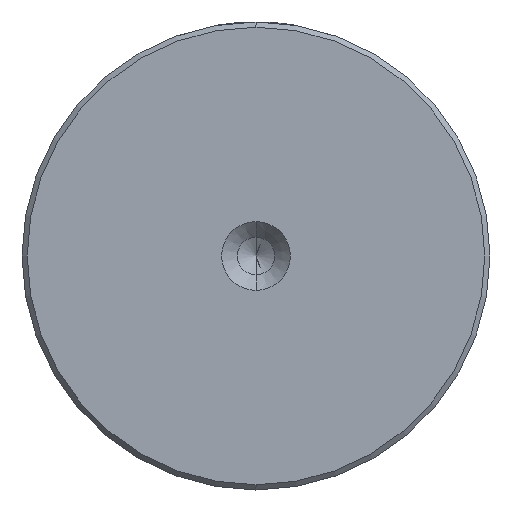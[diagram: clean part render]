
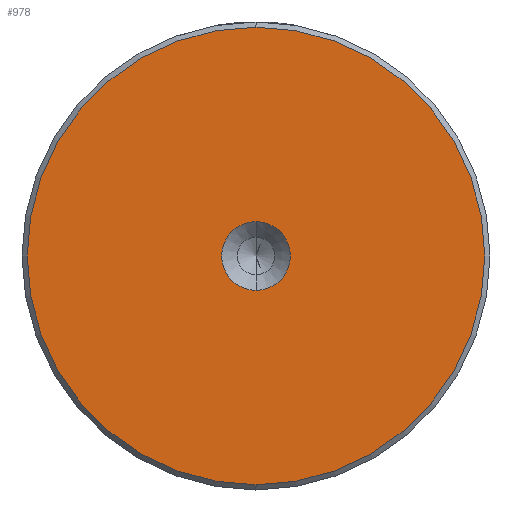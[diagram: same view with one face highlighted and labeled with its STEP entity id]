
A CAD part, left-side view. The second image highlights one B-rep face of the part: STEP entity #978.
In plain terms, the highlighted planar face has unit normal (-1, 0, 0).
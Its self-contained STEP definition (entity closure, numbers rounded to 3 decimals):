
#80 = ORIENTED_EDGE ( 'NONE', *, *, #1730, .T. ) ;
#311 = AXIS2_PLACEMENT_3D ( 'NONE', #479, #1795, #682 ) ;
#402 = EDGE_CURVE ( 'NONE', #1402, #2096, #2156, .T. ) ;
#452 = VERTEX_POINT ( 'NONE', #1362 ) ;
#467 = ORIENTED_EDGE ( 'NONE', *, *, #1599, .F. ) ;
#479 = CARTESIAN_POINT ( 'NONE',  ( 0., 0., 0. ) ) ;
#680 = CARTESIAN_POINT ( 'NONE',  ( 0., 0., 0. ) ) ;
#682 = DIRECTION ( 'NONE',  ( 0., 0., 1. ) ) ;
#723 = FACE_OUTER_BOUND ( 'NONE', #2430, .T. ) ;
#804 = FACE_BOUND ( 'NONE', #1899, .T. ) ;
#870 = VERTEX_POINT ( 'NONE', #1838 ) ;
#893 = DIRECTION ( 'NONE',  ( 0., 0., 1. ) ) ;
#900 = CARTESIAN_POINT ( 'NONE',  ( 0., 0., 3.3 ) ) ;
#955 = EDGE_CURVE ( 'NONE', #452, #870, #1351, .T. ) ;
#978 = ADVANCED_FACE ( 'NONE', ( #723, #804 ), #1794, .T. ) ;
#1022 = AXIS2_PLACEMENT_3D ( 'NONE', #2378, #1810, #1260 ) ;
#1138 = CARTESIAN_POINT ( 'NONE',  ( 0., 0., 0. ) ) ;
#1260 = DIRECTION ( 'NONE',  ( 0., 0., 1. ) ) ;
#1288 = AXIS2_PLACEMENT_3D ( 'NONE', #1578, #1563, #1553 ) ;
#1313 = DIRECTION ( 'NONE',  ( 0., 0., 1. ) ) ;
#1351 = CIRCLE ( 'NONE', #1022, 22. ) ;
#1362 = CARTESIAN_POINT ( 'NONE',  ( 0., 0., 22. ) ) ;
#1402 = VERTEX_POINT ( 'NONE', #900 ) ;
#1553 = DIRECTION ( 'NONE',  ( 0., 0., 1. ) ) ;
#1563 = DIRECTION ( 'NONE',  ( -1., 0., 0. ) ) ;
#1578 = CARTESIAN_POINT ( 'NONE',  ( 0., 0., 0. ) ) ;
#1599 = EDGE_CURVE ( 'NONE', #2096, #1402, #1918, .T. ) ;
#1620 = AXIS2_PLACEMENT_3D ( 'NONE', #680, #1993, #893 ) ;
#1721 = AXIS2_PLACEMENT_3D ( 'NONE', #1138, #2436, #1313 ) ;
#1730 = EDGE_CURVE ( 'NONE', #870, #452, #2070, .T. ) ;
#1794 = PLANE ( 'NONE',  #1620 ) ;
#1795 = DIRECTION ( 'NONE',  ( -1., 0., 0. ) ) ;
#1810 = DIRECTION ( 'NONE',  ( -1., 0., 0. ) ) ;
#1838 = CARTESIAN_POINT ( 'NONE',  ( 0., 0., -22. ) ) ;
#1882 = CARTESIAN_POINT ( 'NONE',  ( 0., 0., -3.3 ) ) ;
#1899 = EDGE_LOOP ( 'NONE', ( #1941, #467 ) ) ;
#1918 = CIRCLE ( 'NONE', #311, 3.3 ) ;
#1941 = ORIENTED_EDGE ( 'NONE', *, *, #402, .F. ) ;
#1993 = DIRECTION ( 'NONE',  ( -1., 0., 0. ) ) ;
#2070 = CIRCLE ( 'NONE', #1721, 22. ) ;
#2088 = ORIENTED_EDGE ( 'NONE', *, *, #955, .T. ) ;
#2096 = VERTEX_POINT ( 'NONE', #1882 ) ;
#2156 = CIRCLE ( 'NONE', #1288, 3.3 ) ;
#2378 = CARTESIAN_POINT ( 'NONE',  ( 0., 0., 0. ) ) ;
#2430 = EDGE_LOOP ( 'NONE', ( #80, #2088 ) ) ;
#2436 = DIRECTION ( 'NONE',  ( -1., 0., 0. ) ) ;
